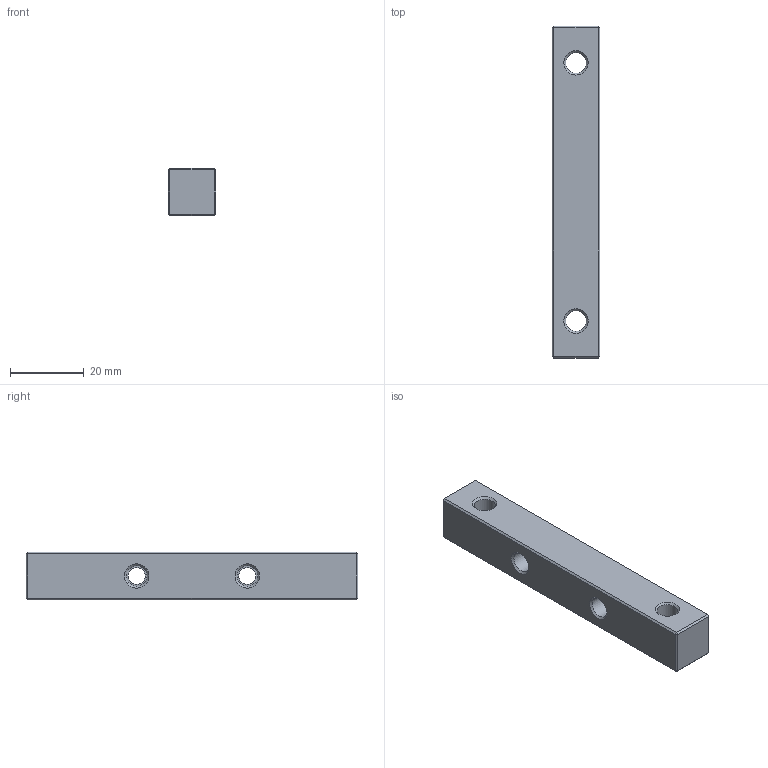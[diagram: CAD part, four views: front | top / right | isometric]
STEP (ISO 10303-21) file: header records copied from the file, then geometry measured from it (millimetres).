
FILE_DESCRIPTION(('FreeCAD Model'),'2;1');
FILE_NAME('Open CASCADE Shape Model','2025-05-06T12:17:10',(''),(''), 'Open CASCADE STEP processor 7.8','FreeCAD','Unknown');
FILE_SCHEMA(('AUTOMOTIVE_DESIGN { 1 0 10303 214 1 1 1 1 }'));
Length unit declared in the file: millimetre
Products named in the file (1): Chamfer002
Bounding box: 13 x 90 x 13 mm (x, y, z)
Volume: 13950.2 mm3; surface area: 5556.7 mm2
Topology: 1 solids, 1 shells, 42 faces, 82 edges, 44 vertices
Faces by surface type: plane 28, cone 8, cylinder 6
Full cylindrical faces by diameter (mm): 4.6 x2, 5.6 x4
Entity records: 1068 total; most frequent: DIRECTION 188, CARTESIAN_POINT 169, ORIENTED_EDGE 164, EDGE_CURVE 82, AXIS2_PLACEMENT_3D 63, LINE 62, VECTOR 62, FACE_BOUND 52
